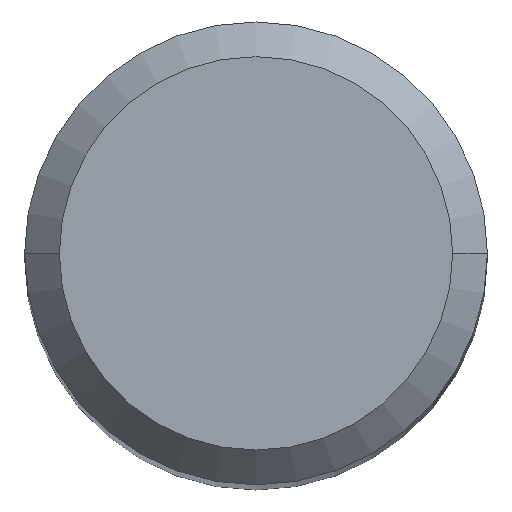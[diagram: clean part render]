
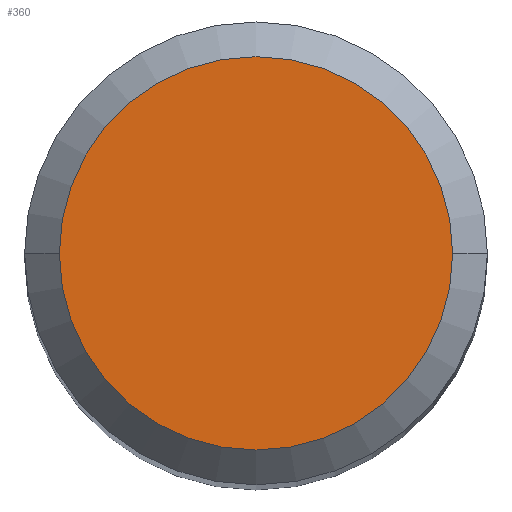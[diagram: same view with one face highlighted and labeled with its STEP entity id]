
A CAD part, top view. The second image highlights one B-rep face of the part: STEP entity #360.
In plain terms, the highlighted planar face has unit normal (0, 0, 1).
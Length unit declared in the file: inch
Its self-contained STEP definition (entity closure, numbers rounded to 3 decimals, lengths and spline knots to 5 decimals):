
#2 = DIRECTION ( 'NONE',  ( 0., 0., -1. ) ) ;
#3 = CARTESIAN_POINT ( 'NONE',  ( 0., 0., 0. ) ) ;
#28 = AXIS2_PLACEMENT_3D ( 'NONE', #273, #425, #99 ) ;
#35 = FACE_OUTER_BOUND ( 'NONE', #304, .T. ) ;
#57 = CARTESIAN_POINT ( 'NONE',  ( 0., 0., 0. ) ) ;
#99 = DIRECTION ( 'NONE',  ( 1., 0., 0. ) ) ;
#123 = AXIS2_PLACEMENT_3D ( 'NONE', #57, #158, #303 ) ;
#158 = DIRECTION ( 'NONE',  ( 0., 0., 1. ) ) ;
#174 = EDGE_CURVE ( 'NONE', #410, #196, #287, .T. ) ;
#177 = CARTESIAN_POINT ( 'NONE',  ( -0.10038, 0., 0. ) ) ;
#196 = VERTEX_POINT ( 'NONE', #413 ) ;
#213 = DIRECTION ( 'NONE',  ( -1., 0., 0. ) ) ;
#226 = ORIENTED_EDGE ( 'NONE', *, *, #174, .T. ) ;
#273 = CARTESIAN_POINT ( 'NONE',  ( 0., 0., 0. ) ) ;
#287 = CIRCLE ( 'NONE', #123, 0.10038 ) ;
#303 = DIRECTION ( 'NONE',  ( 1., 0., 0. ) ) ;
#304 = EDGE_LOOP ( 'NONE', ( #226, #313 ) ) ;
#313 = ORIENTED_EDGE ( 'NONE', *, *, #389, .T. ) ;
#319 = PLANE ( 'NONE',  #395 ) ;
#360 = ADVANCED_FACE ( 'NONE', ( #35 ), #319, .F. ) ;
#389 = EDGE_CURVE ( 'NONE', #196, #410, #457, .T. ) ;
#395 = AXIS2_PLACEMENT_3D ( 'NONE', #3, #2, #213 ) ;
#410 = VERTEX_POINT ( 'NONE', #177 ) ;
#413 = CARTESIAN_POINT ( 'NONE',  ( 0.10038, 0., 0. ) ) ;
#425 = DIRECTION ( 'NONE',  ( 0., 0., 1. ) ) ;
#457 = CIRCLE ( 'NONE', #28, 0.10038 ) ;
